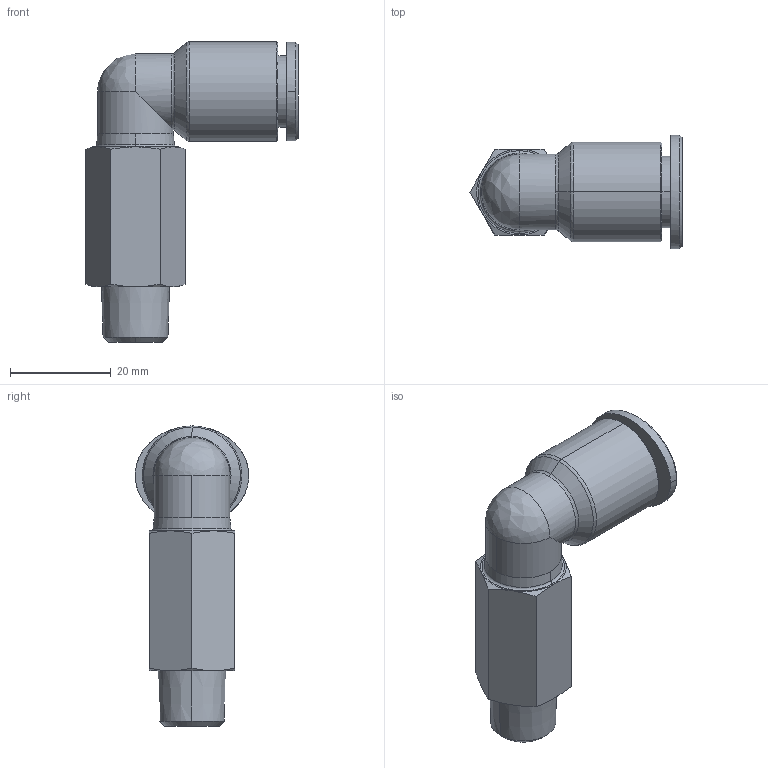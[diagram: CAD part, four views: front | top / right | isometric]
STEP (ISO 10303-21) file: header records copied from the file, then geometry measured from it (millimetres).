
FILE_DESCRIPTION (( 'STEP AP214' ), '1' );
FILE_NAME ('PLL12-02.stp', '2015-09-10T08:12:32', ( '' ), ( '' ), 'SwSTEP 2.0', 'SolidWorks 2015', '' );
FILE_SCHEMA (( 'AUTOMOTIVE_DESIGN' ));
Length unit declared in the file: millimetre
Products named in the file (2): PLL12-02; ｦ+ﾃｦ1
Assembly tree (1 placements, depth 2):
  PLL12-02
    ｦ+ﾃｦ1
Bounding box: 42.02 x 22.5 x 59.5 mm (x, y, z)
Volume: 13749.3 mm3; surface area: 7234.7 mm2
Topology: 1 solids, 1 shells, 406 faces, 1140 edges, 751 vertices
Faces by surface type: plane 346, cone 30, cylinder 14, bspline 12, torus 4
Entity records: 14316 total; most frequent: CARTESIAN_POINT 3279, ORIENTED_EDGE 2278, DIRECTION 1966, EDGE_CURVE 1139, LINE 1008, VECTOR 1008, VERTEX_POINT 751, AXIS2_PLACEMENT_3D 479
